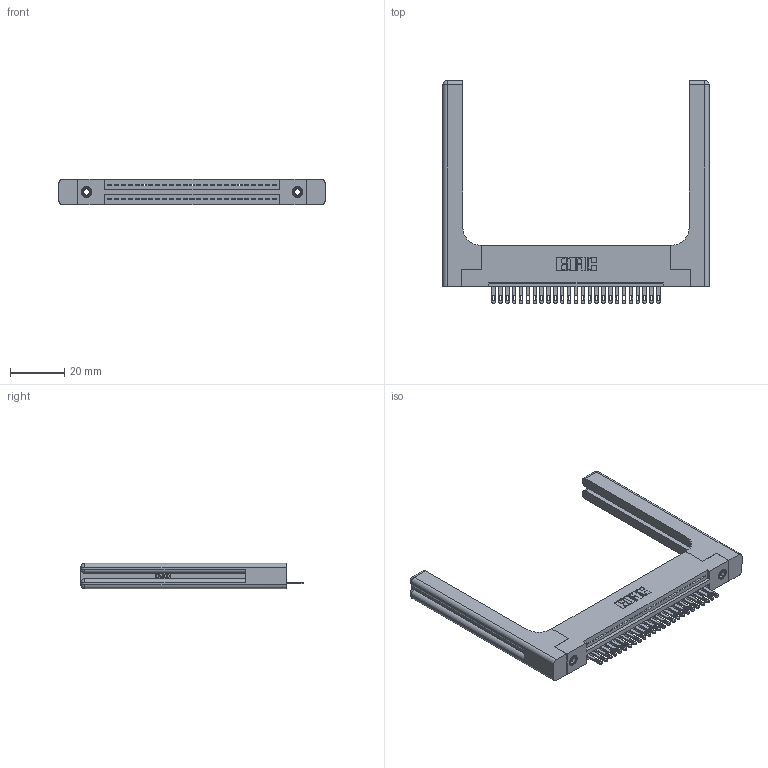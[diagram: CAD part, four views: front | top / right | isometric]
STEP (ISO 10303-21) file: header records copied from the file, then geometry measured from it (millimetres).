
FILE_DESCRIPTION (( 'STEP AP203' ), '1' );
FILE_NAME ('345-025-500-158.STEP', '2019-10-05T05:42:02', ( '' ), ( '' ), 'SwSTEP 2.0', 'SolidWorks 2016', '' );
FILE_SCHEMA (( 'CONFIG_CONTROL_DESIGN' ));
Length unit declared in the file: inch
Products named in the file (5): 345-292-001_345-293-100; 345 Part_Flush Mounting Lugs - 0.156 Dia-TH; 345-025-500-158; 345-220-058_345-220-058; 345-250-001_345-250-001-102
Assembly tree (30 placements, depth 2):
  345-025-500-158
    345 Part_Flush Mounting Lugs - 0.156 Dia-TH
    345-292-001_345-293-100  x25
    345-250-001_345-250-001-102  x2
    345-220-058_345-220-058  x2
Bounding box: 98.53 x 82.47 x 9.4 mm (x, y, z)
Volume: 17739.3 mm3; surface area: 17402.3 mm2
Topology: 30 solids, 30 shells, 1732 faces, 5207 edges, 3450 vertices
Faces by surface type: plane 1078, cylinder 594, bspline 36, cone 12, sphere 8, torus 4
Entity records: 26216 total; most frequent: CARTESIAN_POINT 5512, ORIENTED_EDGE 4268, DIRECTION 3788, EDGE_CURVE 2134, LINE 1806, VECTOR 1806, VERTEX_POINT 1414, AXIS2_PLACEMENT_3D 991
